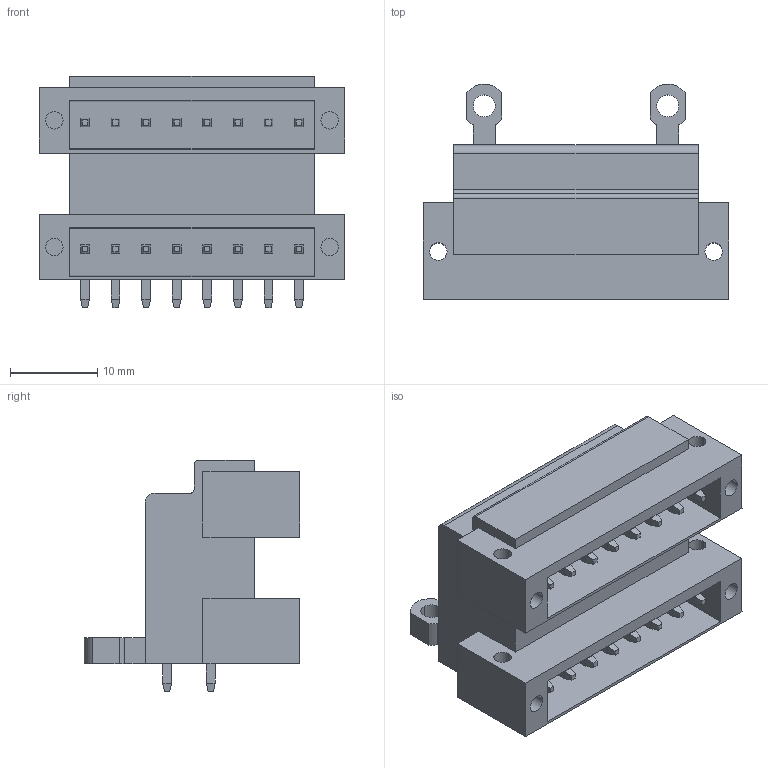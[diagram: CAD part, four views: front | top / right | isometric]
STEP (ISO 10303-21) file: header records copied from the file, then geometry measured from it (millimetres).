
FILE_DESCRIPTION(('CATIA V5 STEP Exchange','CAx-IF Rec.Pracs.--- Model Styling and Organization---1.2---2011-12-15'),'2;1');
FILE_NAME ('D1453969_0_1633870000_1633870000.stp','2018-11-10T05:40:55+00:00',('none'),('Weidmueller'),'CATIA Version 5-6 Release 2014','CATIA V5 STEP AP214','none');
FILE_SCHEMA(('AUTOMOTIVE_DESIGN { 1 0 10303 214 1 1 1 1 }'));
Length unit declared in the file: millimetre
Products named in the file (1): 1633870000
Bounding box: 35 x 24.7 x 26.5 mm (x, y, z)
Volume: 8536.2 mm3; surface area: 7895.4 mm2
Topology: 17 solids, 17 shells, 429 faces, 1039 edges, 650 vertices
Faces by surface type: plane 398, cylinder 31
Entity records: 10883 total; most frequent: ORIENTED_EDGE 2078, CARTESIAN_POINT 1992, DIRECTION 1259, EDGE_CURVE 1039, VECTOR 849, LINE 849, VERTEX_POINT 650, EDGE_LOOP 479
